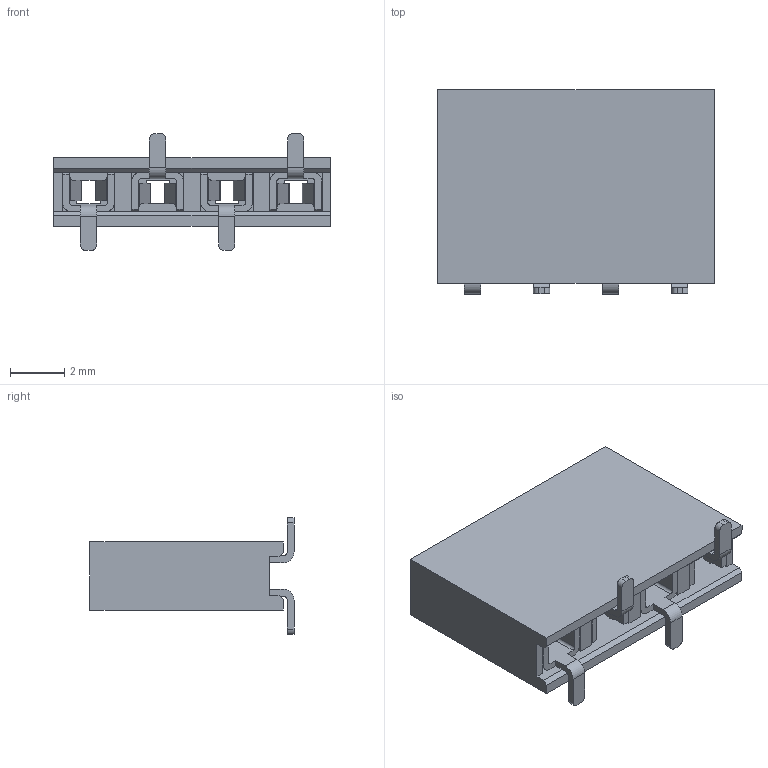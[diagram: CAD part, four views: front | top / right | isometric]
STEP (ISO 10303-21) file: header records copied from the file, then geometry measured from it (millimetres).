
FILE_DESCRIPTION (( 'STEP AP203' ), '1' );
FILE_NAME ('_ _ _C041KFXC-RC.STEP', '2016-08-15T09:09:43', ( 'LUANN HERRING' ), ( 'SULLINS' ), 'SwSTEP 2.0', 'SolidWorks 2015', '' );
FILE_SCHEMA (( 'CONFIG_CONTROL_DESIGN' ));
Length unit declared in the file: inch
Products named in the file (2): _ _ _C041KFXC-RC
Bounding box: 10.16 x 7.5 x 4.3 mm (x, y, z)
Volume: 121.4 mm3; surface area: 570.1 mm2
Topology: 5 solids, 5 shells, 416 faces, 1138 edges, 732 vertices
Faces by surface type: plane 240, cylinder 144, bspline 32
Entity records: 14211 total; most frequent: CARTESIAN_POINT 3504, ORIENTED_EDGE 2276, DIRECTION 2118, EDGE_CURVE 1138, VECTOR 802, LINE 802, VERTEX_POINT 732, AXIS2_PLACEMENT_3D 658
